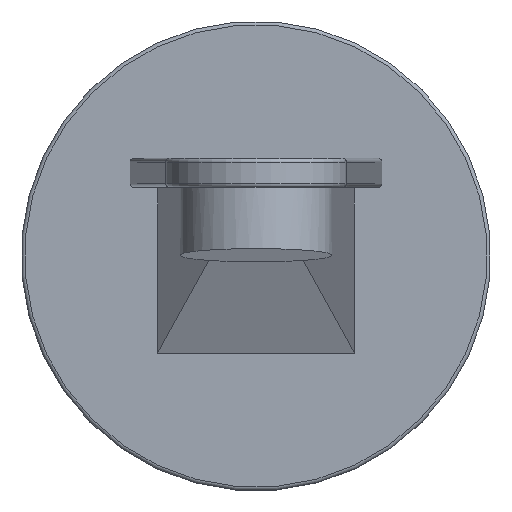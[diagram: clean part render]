
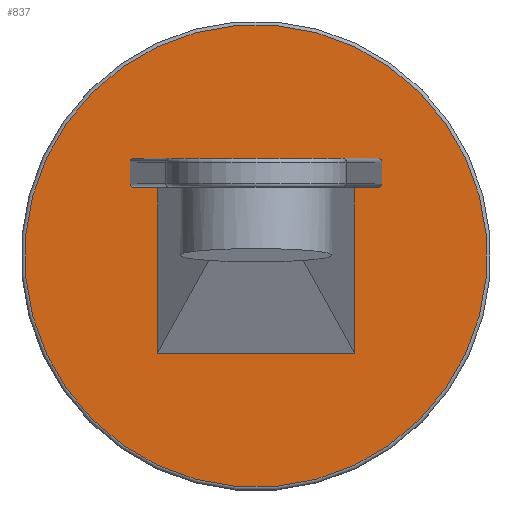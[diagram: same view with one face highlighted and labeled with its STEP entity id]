
A CAD part, front view. The second image highlights one B-rep face of the part: STEP entity #837.
In plain terms, the highlighted planar face has unit normal (0, -1, 0).
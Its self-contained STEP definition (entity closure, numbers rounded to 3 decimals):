
#83=FACE_BOUND('',#211,.T.);
#104=PLANE('',#1012);
#156=FACE_OUTER_BOUND('',#210,.T.);
#210=EDGE_LOOP('',(#761));
#211=EDGE_LOOP('',(#762));
#368=CIRCLE('',#1011,12.25);
#369=CIRCLE('',#1013,32.);
#435=VERTEX_POINT('',#1976);
#436=VERTEX_POINT('',#1980);
#544=EDGE_CURVE('',#435,#435,#368,.T.);
#546=EDGE_CURVE('',#436,#436,#369,.T.);
#761=ORIENTED_EDGE('',*,*,#546,.T.);
#762=ORIENTED_EDGE('',*,*,#544,.F.);
#837=ADVANCED_FACE('',(#156,#83),#104,.T.);
#1011=AXIS2_PLACEMENT_3D('',#1977,#1266,#1267);
#1012=AXIS2_PLACEMENT_3D('',#1979,#1269,#1270);
#1013=AXIS2_PLACEMENT_3D('',#1981,#1271,#1272);
#1266=DIRECTION('center_axis',(0.,-1.,0.));
#1267=DIRECTION('ref_axis',(0.,0.,-1.));
#1269=DIRECTION('center_axis',(0.,-1.,0.));
#1270=DIRECTION('ref_axis',(0.,0.,-1.));
#1271=DIRECTION('center_axis',(0.,-1.,0.));
#1272=DIRECTION('ref_axis',(0.,0.,1.));
#1976=CARTESIAN_POINT('',(-1.068,161.098,225.196));
#1977=CARTESIAN_POINT('Origin',(0.,161.098,212.992));
#1979=CARTESIAN_POINT('Origin',(-35.159,161.098,248.192));
#1980=CARTESIAN_POINT('',(-2.789,161.098,244.87));
#1981=CARTESIAN_POINT('Origin',(0.,161.098,212.992));
